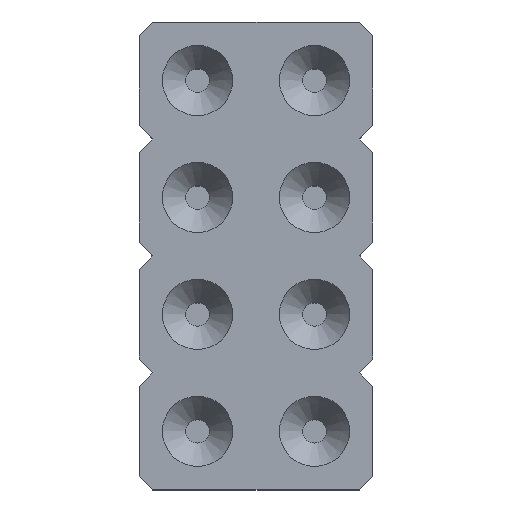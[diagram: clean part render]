
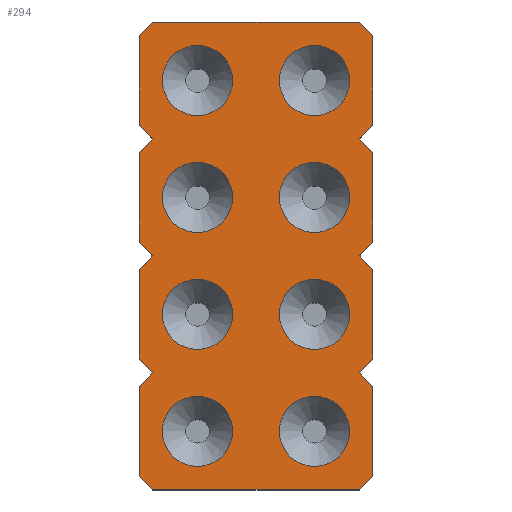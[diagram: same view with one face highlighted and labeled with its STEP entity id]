
A CAD part, top view. The second image highlights one B-rep face of the part: STEP entity #294.
In plain terms, the highlighted planar face has unit normal (0, 0, 1).
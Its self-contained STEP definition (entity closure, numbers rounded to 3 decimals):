
#13=DIRECTION('',(0.,0.,1.));
#24=VERTEX_POINT('',#25);
#25=CARTESIAN_POINT('',(-0.97,-8.89,4.2));
#28=ORIENTED_EDGE('',*,*,#29,.T.);
#29=EDGE_CURVE('',#24,#30,#32,.T.);
#30=VERTEX_POINT('',#31);
#31=CARTESIAN_POINT('',(-1.27,-8.59,4.2));
#32=LINE('',#25,#33);
#33=VECTOR('',#34,1.);
#34=DIRECTION('',(-0.707,0.707,0.));
#45=DIRECTION('',(-0.707,-0.707,0.));
#53=VERTEX_POINT('',#54);
#54=CARTESIAN_POINT('',(3.51,-8.89,4.2));
#56=ORIENTED_EDGE('',*,*,#57,.T.);
#57=EDGE_CURVE('',#53,#24,#58,.T.);
#58=LINE('',#54,#59);
#59=VECTOR('',#60,1.);
#60=DIRECTION('',(-1.,0.,0.));
#72=ORIENTED_EDGE('',*,*,#73,.T.);
#73=EDGE_CURVE('',#30,#74,#76,.T.);
#74=VERTEX_POINT('',#75);
#75=CARTESIAN_POINT('',(-1.27,-6.65,4.2));
#76=LINE('',#31,#77);
#77=VECTOR('',#78,1.);
#78=DIRECTION('',(0.,1.,0.));
#89=DIRECTION('',(-1.,0.,0.));
#100=VECTOR('',#101,1.);
#101=DIRECTION('',(0.707,0.707,0.));
#152=VECTOR('',#153,1.);
#153=DIRECTION('',(1.,0.,0.));
#159=VECTOR('',#160,1.);
#160=DIRECTION('',(0.707,-0.707,0.));
#166=VECTOR('',#167,1.);
#167=DIRECTION('',(0.,-1.,0.));
#173=VECTOR('',#45,1.);
#293=DIRECTION('',(-0.,-0.,-1.));
#294=ADVANCED_FACE('',(#295,#410,#423,#436,#449,#462,#475,#488,#501),#514,.F.);
#295=FACE_BOUND('',#296,.F.);
#296=EDGE_LOOP('',(#28,#72,#297,#302,#307,#312,#317,#322,#327,#332,#337,#342,#347,#352,#357,#362,#367,#372,#377,#382,#387,#392,#397,#402,#407,#56));
#297=ORIENTED_EDGE('',*,*,#298,.T.);
#298=EDGE_CURVE('',#74,#299,#301,.T.);
#299=VERTEX_POINT('',#300);
#300=CARTESIAN_POINT('',(-0.97,-6.35,4.2));
#301=LINE('',#75,#100);
#302=ORIENTED_EDGE('',*,*,#303,.T.);
#303=EDGE_CURVE('',#299,#304,#306,.T.);
#304=VERTEX_POINT('',#305);
#305=CARTESIAN_POINT('',(-1.27,-6.05,4.2));
#306=LINE('',#300,#33);
#307=ORIENTED_EDGE('',*,*,#308,.T.);
#308=EDGE_CURVE('',#304,#309,#311,.T.);
#309=VERTEX_POINT('',#310);
#310=CARTESIAN_POINT('',(-1.27,-4.11,4.2));
#311=LINE('',#305,#77);
#312=ORIENTED_EDGE('',*,*,#313,.T.);
#313=EDGE_CURVE('',#309,#314,#316,.T.);
#314=VERTEX_POINT('',#315);
#315=CARTESIAN_POINT('',(-0.97,-3.81,4.2));
#316=LINE('',#310,#100);
#317=ORIENTED_EDGE('',*,*,#318,.T.);
#318=EDGE_CURVE('',#314,#319,#321,.T.);
#319=VERTEX_POINT('',#320);
#320=CARTESIAN_POINT('',(-1.27,-3.51,4.2));
#321=LINE('',#315,#33);
#322=ORIENTED_EDGE('',*,*,#323,.T.);
#323=EDGE_CURVE('',#319,#324,#326,.T.);
#324=VERTEX_POINT('',#325);
#325=CARTESIAN_POINT('',(-1.27,-1.57,4.2));
#326=LINE('',#320,#77);
#327=ORIENTED_EDGE('',*,*,#328,.T.);
#328=EDGE_CURVE('',#324,#329,#331,.T.);
#329=VERTEX_POINT('',#330);
#330=CARTESIAN_POINT('',(-0.97,-1.27,4.2));
#331=LINE('',#325,#100);
#332=ORIENTED_EDGE('',*,*,#333,.T.);
#333=EDGE_CURVE('',#329,#334,#336,.T.);
#334=VERTEX_POINT('',#335);
#335=CARTESIAN_POINT('',(-1.27,-0.97,4.2));
#336=LINE('',#330,#33);
#337=ORIENTED_EDGE('',*,*,#338,.T.);
#338=EDGE_CURVE('',#334,#339,#341,.T.);
#339=VERTEX_POINT('',#340);
#340=CARTESIAN_POINT('',(-1.27,0.97,4.2));
#341=LINE('',#335,#77);
#342=ORIENTED_EDGE('',*,*,#343,.T.);
#343=EDGE_CURVE('',#339,#344,#346,.T.);
#344=VERTEX_POINT('',#345);
#345=CARTESIAN_POINT('',(-0.97,1.27,4.2));
#346=LINE('',#340,#100);
#347=ORIENTED_EDGE('',*,*,#348,.T.);
#348=EDGE_CURVE('',#344,#349,#351,.T.);
#349=VERTEX_POINT('',#350);
#350=CARTESIAN_POINT('',(3.51,1.27,4.2));
#351=LINE('',#345,#152);
#352=ORIENTED_EDGE('',*,*,#353,.T.);
#353=EDGE_CURVE('',#349,#354,#356,.T.);
#354=VERTEX_POINT('',#355);
#355=CARTESIAN_POINT('',(3.81,0.97,4.2));
#356=LINE('',#350,#159);
#357=ORIENTED_EDGE('',*,*,#358,.T.);
#358=EDGE_CURVE('',#354,#359,#361,.T.);
#359=VERTEX_POINT('',#360);
#360=CARTESIAN_POINT('',(3.81,-0.97,4.2));
#361=LINE('',#355,#166);
#362=ORIENTED_EDGE('',*,*,#363,.T.);
#363=EDGE_CURVE('',#359,#364,#366,.T.);
#364=VERTEX_POINT('',#365);
#365=CARTESIAN_POINT('',(3.51,-1.27,4.2));
#366=LINE('',#360,#173);
#367=ORIENTED_EDGE('',*,*,#368,.T.);
#368=EDGE_CURVE('',#364,#369,#371,.T.);
#369=VERTEX_POINT('',#370);
#370=CARTESIAN_POINT('',(3.81,-1.57,4.2));
#371=LINE('',#365,#159);
#372=ORIENTED_EDGE('',*,*,#373,.T.);
#373=EDGE_CURVE('',#369,#374,#376,.T.);
#374=VERTEX_POINT('',#375);
#375=CARTESIAN_POINT('',(3.81,-3.51,4.2));
#376=LINE('',#370,#166);
#377=ORIENTED_EDGE('',*,*,#378,.T.);
#378=EDGE_CURVE('',#374,#379,#381,.T.);
#379=VERTEX_POINT('',#380);
#380=CARTESIAN_POINT('',(3.51,-3.81,4.2));
#381=LINE('',#375,#173);
#382=ORIENTED_EDGE('',*,*,#383,.T.);
#383=EDGE_CURVE('',#379,#384,#386,.T.);
#384=VERTEX_POINT('',#385);
#385=CARTESIAN_POINT('',(3.81,-4.11,4.2));
#386=LINE('',#380,#159);
#387=ORIENTED_EDGE('',*,*,#388,.T.);
#388=EDGE_CURVE('',#384,#389,#391,.T.);
#389=VERTEX_POINT('',#390);
#390=CARTESIAN_POINT('',(3.81,-6.05,4.2));
#391=LINE('',#385,#166);
#392=ORIENTED_EDGE('',*,*,#393,.T.);
#393=EDGE_CURVE('',#389,#394,#396,.T.);
#394=VERTEX_POINT('',#395);
#395=CARTESIAN_POINT('',(3.51,-6.35,4.2));
#396=LINE('',#390,#173);
#397=ORIENTED_EDGE('',*,*,#398,.T.);
#398=EDGE_CURVE('',#394,#399,#401,.T.);
#399=VERTEX_POINT('',#400);
#400=CARTESIAN_POINT('',(3.81,-6.65,4.2));
#401=LINE('',#395,#159);
#402=ORIENTED_EDGE('',*,*,#403,.T.);
#403=EDGE_CURVE('',#399,#404,#406,.T.);
#404=VERTEX_POINT('',#405);
#405=CARTESIAN_POINT('',(3.81,-8.59,4.2));
#406=LINE('',#400,#166);
#407=ORIENTED_EDGE('',*,*,#408,.T.);
#408=EDGE_CURVE('',#404,#53,#409,.T.);
#409=LINE('',#405,#173);
#410=FACE_BOUND('',#411,.F.);
#411=EDGE_LOOP('',(#412,#421));
#412=ORIENTED_EDGE('',*,*,#413,.T.);
#413=EDGE_CURVE('',#414,#416,#418,.T.);
#414=VERTEX_POINT('',#415);
#415=CARTESIAN_POINT('',(3.302,-7.62,4.2));
#416=VERTEX_POINT('',#417);
#417=CARTESIAN_POINT('',(1.778,-7.62,4.2));
#418=CIRCLE('',#419,0.762);
#419=AXIS2_PLACEMENT_3D('',#420,#13,#153);
#420=CARTESIAN_POINT('',(2.54,-7.62,4.2));
#421=ORIENTED_EDGE('',*,*,#422,.T.);
#422=EDGE_CURVE('',#416,#414,#418,.T.);
#423=FACE_BOUND('',#424,.F.);
#424=EDGE_LOOP('',(#425,#434));
#425=ORIENTED_EDGE('',*,*,#426,.T.);
#426=EDGE_CURVE('',#427,#429,#431,.T.);
#427=VERTEX_POINT('',#428);
#428=CARTESIAN_POINT('',(3.302,-5.08,4.2));
#429=VERTEX_POINT('',#430);
#430=CARTESIAN_POINT('',(1.778,-5.08,4.2));
#431=CIRCLE('',#432,0.762);
#432=AXIS2_PLACEMENT_3D('',#433,#13,#153);
#433=CARTESIAN_POINT('',(2.54,-5.08,4.2));
#434=ORIENTED_EDGE('',*,*,#435,.T.);
#435=EDGE_CURVE('',#429,#427,#431,.T.);
#436=FACE_BOUND('',#437,.F.);
#437=EDGE_LOOP('',(#438,#447));
#438=ORIENTED_EDGE('',*,*,#439,.T.);
#439=EDGE_CURVE('',#440,#442,#444,.T.);
#440=VERTEX_POINT('',#441);
#441=CARTESIAN_POINT('',(0.762,-7.62,4.2));
#442=VERTEX_POINT('',#443);
#443=CARTESIAN_POINT('',(-0.762,-7.62,4.2));
#444=CIRCLE('',#445,0.762);
#445=AXIS2_PLACEMENT_3D('',#446,#13,#153);
#446=CARTESIAN_POINT('',(0.,-7.62,4.2));
#447=ORIENTED_EDGE('',*,*,#448,.T.);
#448=EDGE_CURVE('',#442,#440,#444,.T.);
#449=FACE_BOUND('',#450,.F.);
#450=EDGE_LOOP('',(#451,#460));
#451=ORIENTED_EDGE('',*,*,#452,.T.);
#452=EDGE_CURVE('',#453,#455,#457,.T.);
#453=VERTEX_POINT('',#454);
#454=CARTESIAN_POINT('',(0.762,-5.08,4.2));
#455=VERTEX_POINT('',#456);
#456=CARTESIAN_POINT('',(-0.762,-5.08,4.2));
#457=CIRCLE('',#458,0.762);
#458=AXIS2_PLACEMENT_3D('',#459,#13,#153);
#459=CARTESIAN_POINT('',(0.,-5.08,4.2));
#460=ORIENTED_EDGE('',*,*,#461,.T.);
#461=EDGE_CURVE('',#455,#453,#457,.T.);
#462=FACE_BOUND('',#463,.F.);
#463=EDGE_LOOP('',(#464,#473));
#464=ORIENTED_EDGE('',*,*,#465,.T.);
#465=EDGE_CURVE('',#466,#468,#470,.T.);
#466=VERTEX_POINT('',#467);
#467=CARTESIAN_POINT('',(3.302,-2.54,4.2));
#468=VERTEX_POINT('',#469);
#469=CARTESIAN_POINT('',(1.778,-2.54,4.2));
#470=CIRCLE('',#471,0.762);
#471=AXIS2_PLACEMENT_3D('',#472,#13,#153);
#472=CARTESIAN_POINT('',(2.54,-2.54,4.2));
#473=ORIENTED_EDGE('',*,*,#474,.T.);
#474=EDGE_CURVE('',#468,#466,#470,.T.);
#475=FACE_BOUND('',#476,.F.);
#476=EDGE_LOOP('',(#477,#486));
#477=ORIENTED_EDGE('',*,*,#478,.T.);
#478=EDGE_CURVE('',#479,#481,#483,.T.);
#479=VERTEX_POINT('',#480);
#480=CARTESIAN_POINT('',(3.302,0.,4.2));
#481=VERTEX_POINT('',#482);
#482=CARTESIAN_POINT('',(1.778,0.,4.2));
#483=CIRCLE('',#484,0.762);
#484=AXIS2_PLACEMENT_3D('',#485,#13,#153);
#485=CARTESIAN_POINT('',(2.54,0.,4.2));
#486=ORIENTED_EDGE('',*,*,#487,.T.);
#487=EDGE_CURVE('',#481,#479,#483,.T.);
#488=FACE_BOUND('',#489,.F.);
#489=EDGE_LOOP('',(#490,#499));
#490=ORIENTED_EDGE('',*,*,#491,.T.);
#491=EDGE_CURVE('',#492,#494,#496,.T.);
#492=VERTEX_POINT('',#493);
#493=CARTESIAN_POINT('',(0.762,-2.54,4.2));
#494=VERTEX_POINT('',#495);
#495=CARTESIAN_POINT('',(-0.762,-2.54,4.2));
#496=CIRCLE('',#497,0.762);
#497=AXIS2_PLACEMENT_3D('',#498,#13,#153);
#498=CARTESIAN_POINT('',(0.,-2.54,4.2));
#499=ORIENTED_EDGE('',*,*,#500,.T.);
#500=EDGE_CURVE('',#494,#492,#496,.T.);
#501=FACE_BOUND('',#502,.F.);
#502=EDGE_LOOP('',(#503,#512));
#503=ORIENTED_EDGE('',*,*,#504,.T.);
#504=EDGE_CURVE('',#505,#507,#509,.T.);
#505=VERTEX_POINT('',#506);
#506=CARTESIAN_POINT('',(0.762,0.,4.2));
#507=VERTEX_POINT('',#508);
#508=CARTESIAN_POINT('',(-0.762,0.,4.2));
#509=CIRCLE('',#510,0.762);
#510=AXIS2_PLACEMENT_3D('',#511,#13,#153);
#511=CARTESIAN_POINT('',(0.,0.,4.2));
#512=ORIENTED_EDGE('',*,*,#513,.T.);
#513=EDGE_CURVE('',#507,#505,#509,.T.);
#514=PLANE('',#515);
#515=AXIS2_PLACEMENT_3D('',#516,#293,#89);
#516=CARTESIAN_POINT('',(1.27,-3.81,4.2));
